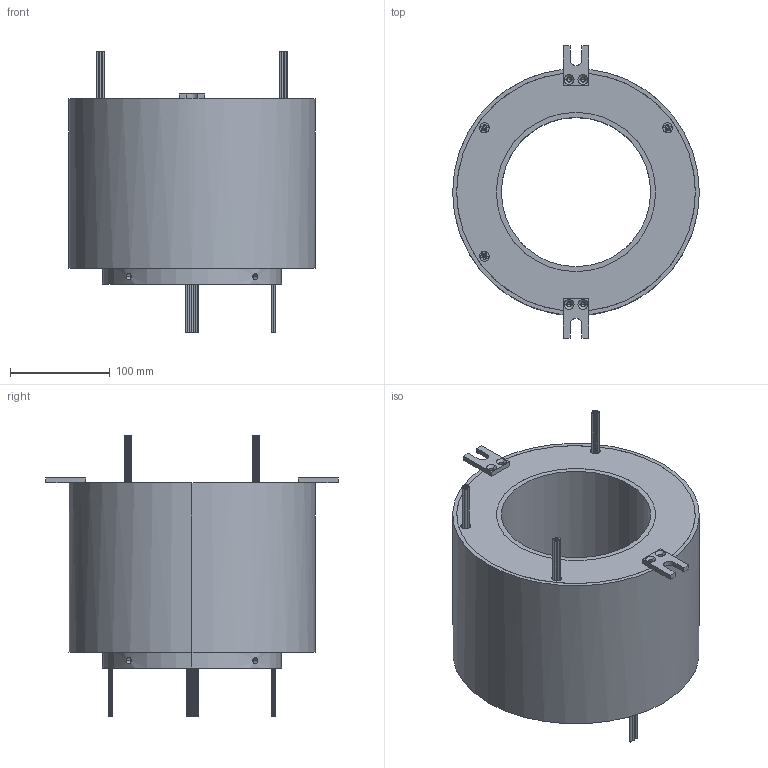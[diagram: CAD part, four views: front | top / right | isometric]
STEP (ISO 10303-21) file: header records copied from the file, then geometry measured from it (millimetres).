
FILE_DESCRIPTION (( 'STEP AP203' ), '1' );
FILE_NAME ('MT150248-P1810.STEP', '2017-09-20T08:21:05', ( 'Windows' ), ( 'Microsoft' ), 'SwSTEP 2.0', 'SolidWorks 2010', '' );
FILE_SCHEMA (( 'CONFIG_CONTROL_DESIGN' ));
Length unit declared in the file: millimetre
Products named in the file (1): MT150248-P1810
Bounding box: 248 x 294 x 283 mm (x, y, z)
Volume: 5341623.5 mm3; surface area: 324656.6 mm2
Topology: 1 solids, 1 shells, 230 faces, 512 edges, 328 vertices
Faces by surface type: cylinder 138, plane 76, cone 16
Entity records: 7001 total; most frequent: CARTESIAN_POINT 1575, DIRECTION 1230, ORIENTED_EDGE 1008, AXIS2_PLACEMENT_3D 511, EDGE_CURVE 504, VERTEX_POINT 328, EDGE_LOOP 296, CIRCLE 280
